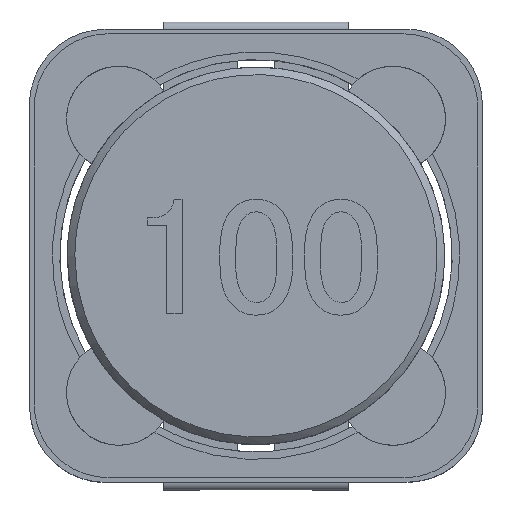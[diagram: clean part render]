
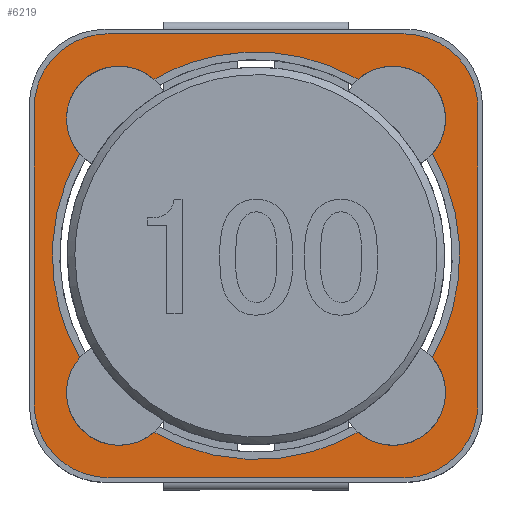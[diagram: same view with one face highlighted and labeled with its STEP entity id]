
A CAD part, top view. The second image highlights one B-rep face of the part: STEP entity #6219.
In plain terms, the highlighted free-form (B-spline) face has degree [1, 1] with [2, 2] control points.
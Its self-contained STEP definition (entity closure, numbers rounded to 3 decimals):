
#5447=CARTESIAN_POINT('',(3.92,5.88,-0.2));
#5448=VERTEX_POINT('',#5447);
#5449=CARTESIAN_POINT('',(5.88,3.92,-0.2));
#5450=VERTEX_POINT('',#5449);
#5451=CARTESIAN_POINT('',(3.92,5.88,-0.2));
#5452=CARTESIAN_POINT('',(5.88,5.88,-0.2));
#5453=CARTESIAN_POINT('',(5.88,3.92,-0.2));
#5454=(BOUNDED_CURVE()B_SPLINE_CURVE(2,(#5451,#5452,#5453),.CIRCULAR_ARC.,.F.,.U.)B_SPLINE_CURVE_WITH_KNOTS((3,3),(0.,1.),.UNSPECIFIED.)CURVE()GEOMETRIC_REPRESENTATION_ITEM()RATIONAL_B_SPLINE_CURVE((1.,0.707,1.))REPRESENTATION_ITEM(''));
#5455=EDGE_CURVE('',#5448,#5450,#5454,.T.);
#5476=CARTESIAN_POINT('',(5.88,-3.92,-0.2));
#5477=VERTEX_POINT('',#5476);
#5478=CARTESIAN_POINT('',(5.88,3.92,-0.2));
#5479=CARTESIAN_POINT('',(5.88,-3.92,-0.2));
#5480=B_SPLINE_CURVE_WITH_KNOTS('',1,(#5478,#5479),.POLYLINE_FORM.,.F.,.U.,(2,2),(0.,1.),.UNSPECIFIED.);
#5481=EDGE_CURVE('',#5450,#5477,#5480,.T.);
#5500=CARTESIAN_POINT('',(3.92,-5.88,-0.2));
#5501=VERTEX_POINT('',#5500);
#5502=CARTESIAN_POINT('',(5.88,-3.92,-0.2));
#5503=CARTESIAN_POINT('',(5.88,-5.88,-0.2));
#5504=CARTESIAN_POINT('',(3.92,-5.88,-0.2));
#5505=(BOUNDED_CURVE()B_SPLINE_CURVE(2,(#5502,#5503,#5504),.CIRCULAR_ARC.,.F.,.U.)B_SPLINE_CURVE_WITH_KNOTS((3,3),(0.,1.),.UNSPECIFIED.)CURVE()GEOMETRIC_REPRESENTATION_ITEM()RATIONAL_B_SPLINE_CURVE((1.,0.707,1.))REPRESENTATION_ITEM(''));
#5506=EDGE_CURVE('',#5477,#5501,#5505,.T.);
#5523=CARTESIAN_POINT('',(-3.92,-5.88,-0.2));
#5524=VERTEX_POINT('',#5523);
#5525=CARTESIAN_POINT('',(3.92,-5.88,-0.2));
#5526=CARTESIAN_POINT('',(-3.92,-5.88,-0.2));
#5527=B_SPLINE_CURVE_WITH_KNOTS('',1,(#5525,#5526),.POLYLINE_FORM.,.F.,.U.,(2,2),(0.,1.),.UNSPECIFIED.);
#5528=EDGE_CURVE('',#5501,#5524,#5527,.T.);
#5547=CARTESIAN_POINT('',(-5.88,-3.92,-0.2));
#5548=VERTEX_POINT('',#5547);
#5549=CARTESIAN_POINT('',(-3.92,-5.88,-0.2));
#5550=CARTESIAN_POINT('',(-5.88,-5.88,-0.2));
#5551=CARTESIAN_POINT('',(-5.88,-3.92,-0.2));
#5552=(BOUNDED_CURVE()B_SPLINE_CURVE(2,(#5549,#5550,#5551),.CIRCULAR_ARC.,.F.,.U.)B_SPLINE_CURVE_WITH_KNOTS((3,3),(0.,1.),.UNSPECIFIED.)CURVE()GEOMETRIC_REPRESENTATION_ITEM()RATIONAL_B_SPLINE_CURVE((1.,0.707,1.))REPRESENTATION_ITEM(''));
#5553=EDGE_CURVE('',#5524,#5548,#5552,.T.);
#5570=CARTESIAN_POINT('',(-5.88,3.92,-0.2));
#5571=VERTEX_POINT('',#5570);
#5572=CARTESIAN_POINT('',(-5.88,-3.92,-0.2));
#5573=CARTESIAN_POINT('',(-5.88,3.92,-0.2));
#5574=B_SPLINE_CURVE_WITH_KNOTS('',1,(#5572,#5573),.POLYLINE_FORM.,.F.,.U.,(2,2),(0.,1.),.UNSPECIFIED.);
#5575=EDGE_CURVE('',#5548,#5571,#5574,.T.);
#5594=CARTESIAN_POINT('',(-3.92,5.88,-0.2));
#5595=VERTEX_POINT('',#5594);
#5596=CARTESIAN_POINT('',(-5.88,3.92,-0.2));
#5597=CARTESIAN_POINT('',(-5.88,5.88,-0.2));
#5598=CARTESIAN_POINT('',(-3.92,5.88,-0.2));
#5599=(BOUNDED_CURVE()B_SPLINE_CURVE(2,(#5596,#5597,#5598),.CIRCULAR_ARC.,.F.,.U.)B_SPLINE_CURVE_WITH_KNOTS((3,3),(0.,1.),.UNSPECIFIED.)CURVE()GEOMETRIC_REPRESENTATION_ITEM()RATIONAL_B_SPLINE_CURVE((1.,0.707,1.))REPRESENTATION_ITEM(''));
#5600=EDGE_CURVE('',#5571,#5595,#5599,.T.);
#5617=CARTESIAN_POINT('',(-3.92,5.88,-0.2));
#5618=CARTESIAN_POINT('',(3.92,5.88,-0.2));
#5619=B_SPLINE_CURVE_WITH_KNOTS('',1,(#5617,#5618),.POLYLINE_FORM.,.F.,.U.,(2,2),(0.,1.),.UNSPECIFIED.);
#5620=EDGE_CURVE('',#5595,#5448,#5619,.T.);
#6025=CARTESIAN_POINT('',(2.704,4.674,-0.2));
#6026=VERTEX_POINT('',#6025);
#6027=CARTESIAN_POINT('',(-2.704,4.674,-0.2));
#6028=VERTEX_POINT('',#6027);
#6029=CARTESIAN_POINT('',(2.704,4.674,-0.2));
#6030=CARTESIAN_POINT('',(0.003,6.237,-0.2));
#6031=CARTESIAN_POINT('',(-2.7,4.677,-0.2));
#6032=CARTESIAN_POINT('',(-2.702,4.675,-0.2));
#6033=CARTESIAN_POINT('',(-2.704,4.674,-0.2));
#6034=(BOUNDED_CURVE()B_SPLINE_CURVE(2,(#6029,#6030,#6031,#6032,#6033),.CIRCULAR_ARC.,.F.,.U.)B_SPLINE_CURVE_WITH_KNOTS((3,2,3),(0.167,0.333,0.334),.UNSPECIFIED.)CURVE()GEOMETRIC_REPRESENTATION_ITEM()RATIONAL_B_SPLINE_CURVE((0.75,0.75,1.,1.,0.999))REPRESENTATION_ITEM(''));
#6035=EDGE_CURVE('',#6026,#6028,#6034,.T.);
#6066=CARTESIAN_POINT('',(-4.674,2.704,-0.2));
#6067=VERTEX_POINT('',#6066);
#6068=CARTESIAN_POINT('',(-4.674,-2.704,-0.2));
#6069=VERTEX_POINT('',#6068);
#6070=CARTESIAN_POINT('',(-4.674,2.704,-0.2));
#6071=CARTESIAN_POINT('',(-6.239,0.,-0.2));
#6072=CARTESIAN_POINT('',(-4.674,-2.704,-0.2));
#6073=(BOUNDED_CURVE()B_SPLINE_CURVE(2,(#6070,#6071,#6072),.CIRCULAR_ARC.,.F.,.U.)B_SPLINE_CURVE_WITH_KNOTS((3,3),(0.423,0.577),.UNSPECIFIED.)CURVE()GEOMETRIC_REPRESENTATION_ITEM()RATIONAL_B_SPLINE_CURVE((0.804,0.696,0.804))REPRESENTATION_ITEM(''));
#6074=EDGE_CURVE('',#6067,#6069,#6073,.T.);
#6105=CARTESIAN_POINT('',(-2.704,-4.674,-0.2));
#6106=VERTEX_POINT('',#6105);
#6107=CARTESIAN_POINT('',(2.704,-4.674,-0.2));
#6108=VERTEX_POINT('',#6107);
#6109=CARTESIAN_POINT('',(-2.704,-4.674,-0.2));
#6110=CARTESIAN_POINT('',(-2.702,-4.675,-0.2));
#6111=CARTESIAN_POINT('',(-2.7,-4.677,-0.2));
#6112=CARTESIAN_POINT('',(0.003,-6.237,-0.2));
#6113=CARTESIAN_POINT('',(2.704,-4.674,-0.2));
#6114=(BOUNDED_CURVE()B_SPLINE_CURVE(2,(#6109,#6110,#6111,#6112,#6113),.CIRCULAR_ARC.,.F.,.U.)B_SPLINE_CURVE_WITH_KNOTS((3,2,3),(0.666,0.667,0.833),.UNSPECIFIED.)CURVE()GEOMETRIC_REPRESENTATION_ITEM()RATIONAL_B_SPLINE_CURVE((0.999,1.,1.,0.75,0.75))REPRESENTATION_ITEM(''));
#6115=EDGE_CURVE('',#6106,#6108,#6114,.T.);
#6142=CARTESIAN_POINT('',(4.674,-2.704,-0.2));
#6143=VERTEX_POINT('',#6142);
#6149=CARTESIAN_POINT('',(4.674,2.704,-0.2));
#6150=VERTEX_POINT('',#6149);
#6151=CARTESIAN_POINT('',(4.674,2.704,-0.2));
#6152=CARTESIAN_POINT('',(6.239,0.,-0.2));
#6153=CARTESIAN_POINT('',(4.674,-2.704,-0.2));
#6154=(BOUNDED_CURVE()B_SPLINE_CURVE(2,(#6151,#6152,#6153),.CIRCULAR_ARC.,.F.,.U.)B_SPLINE_CURVE_WITH_KNOTS((3,3),(0.,1.),.UNSPECIFIED.)CURVE()GEOMETRIC_REPRESENTATION_ITEM()RATIONAL_B_SPLINE_CURVE((1.,0.866,1.))REPRESENTATION_ITEM(''));
#6155=EDGE_CURVE('',#6150,#6143,#6154,.T.);
#6166=CARTESIAN_POINT('',(-6.6,-6.6,-0.2));
#6167=CARTESIAN_POINT('',(-6.6,6.6,-0.2));
#6168=CARTESIAN_POINT('',(6.6,-6.6,-0.2));
#6169=CARTESIAN_POINT('',(6.6,6.6,-0.2));
#6170=B_SPLINE_SURFACE_WITH_KNOTS('',1,1,((#6166,#6167),(#6168,#6169)),.PLANE_SURF.,.F.,.F.,.U.,(2,2),(2,2),(0.,1.),(0.,1.),.UNSPECIFIED.);
#6171=ORIENTED_EDGE('',*,*,#5575,.F.);
#6172=ORIENTED_EDGE('',*,*,#5553,.F.);
#6173=ORIENTED_EDGE('',*,*,#5528,.F.);
#6174=ORIENTED_EDGE('',*,*,#5506,.F.);
#6175=ORIENTED_EDGE('',*,*,#5481,.F.);
#6176=ORIENTED_EDGE('',*,*,#5455,.F.);
#6177=ORIENTED_EDGE('',*,*,#5620,.F.);
#6178=ORIENTED_EDGE('',*,*,#5600,.F.);
#6179=EDGE_LOOP('',(#6171,#6172,#6173,#6174,#6175,#6176,#6177,#6178));
#6180=FACE_OUTER_BOUND('',#6179,.T.);
#6181=ORIENTED_EDGE('',*,*,#6155,.T.);
#6182=CARTESIAN_POINT('',(4.674,-2.704,-0.2));
#6183=CARTESIAN_POINT('',(5.54,-3.687,-0.2));
#6184=CARTESIAN_POINT('',(4.614,-4.614,-0.2));
#6185=CARTESIAN_POINT('',(3.687,-5.54,-0.2));
#6186=CARTESIAN_POINT('',(2.704,-4.674,-0.2));
#6187=(BOUNDED_CURVE()B_SPLINE_CURVE(2,(#6182,#6183,#6184,#6185,#6186),.CIRCULAR_ARC.,.F.,.U.)B_SPLINE_CURVE_WITH_KNOTS((3,2,3),(0.,0.5,1.),.UNSPECIFIED.)CURVE()GEOMETRIC_REPRESENTATION_ITEM()RATIONAL_B_SPLINE_CURVE((1.,0.729,1.,0.729,1.))REPRESENTATION_ITEM(''));
#6188=EDGE_CURVE('',#6143,#6108,#6187,.T.);
#6189=ORIENTED_EDGE('',*,*,#6188,.T.);
#6190=ORIENTED_EDGE('',*,*,#6115,.F.);
#6191=CARTESIAN_POINT('',(-4.674,-2.704,-0.2));
#6192=CARTESIAN_POINT('',(-5.801,-3.983,-0.2));
#6193=CARTESIAN_POINT('',(-4.325,-4.836,-0.2));
#6194=CARTESIAN_POINT('',(-3.457,-5.337,-0.2));
#6195=CARTESIAN_POINT('',(-2.704,-4.674,-0.2));
#6196=(BOUNDED_CURVE()B_SPLINE_CURVE(2,(#6191,#6192,#6193,#6194,#6195),.CIRCULAR_ARC.,.F.,.U.)B_SPLINE_CURVE_WITH_KNOTS((3,2,3),(0.391,0.667,0.862),.UNSPECIFIED.)CURVE()GEOMETRIC_REPRESENTATION_ITEM()RATIONAL_B_SPLINE_CURVE((0.857,0.586,1.,0.707,0.757))REPRESENTATION_ITEM(''));
#6197=EDGE_CURVE('',#6069,#6106,#6196,.T.);
#6198=ORIENTED_EDGE('',*,*,#6197,.F.);
#6199=ORIENTED_EDGE('',*,*,#6074,.F.);
#6200=CARTESIAN_POINT('',(-2.704,4.674,-0.2));
#6201=CARTESIAN_POINT('',(-3.457,5.337,-0.2));
#6202=CARTESIAN_POINT('',(-4.325,4.836,-0.2));
#6203=CARTESIAN_POINT('',(-5.801,3.983,-0.2));
#6204=CARTESIAN_POINT('',(-4.674,2.704,-0.2));
#6205=(BOUNDED_CURVE()B_SPLINE_CURVE(2,(#6200,#6201,#6202,#6203,#6204),.CIRCULAR_ARC.,.F.,.U.)B_SPLINE_CURVE_WITH_KNOTS((3,2,3),(0.138,0.333,0.609),.UNSPECIFIED.)CURVE()GEOMETRIC_REPRESENTATION_ITEM()RATIONAL_B_SPLINE_CURVE((0.757,0.707,1.,0.586,0.857))REPRESENTATION_ITEM(''));
#6206=EDGE_CURVE('',#6028,#6067,#6205,.T.);
#6207=ORIENTED_EDGE('',*,*,#6206,.F.);
#6208=ORIENTED_EDGE('',*,*,#6035,.F.);
#6209=CARTESIAN_POINT('',(2.704,4.674,-0.2));
#6210=CARTESIAN_POINT('',(3.687,5.54,-0.2));
#6211=CARTESIAN_POINT('',(4.614,4.614,-0.2));
#6212=CARTESIAN_POINT('',(5.54,3.687,-0.2));
#6213=CARTESIAN_POINT('',(4.674,2.704,-0.2));
#6214=(BOUNDED_CURVE()B_SPLINE_CURVE(2,(#6209,#6210,#6211,#6212,#6213),.CIRCULAR_ARC.,.F.,.U.)B_SPLINE_CURVE_WITH_KNOTS((3,2,3),(0.,0.5,1.),.UNSPECIFIED.)CURVE()GEOMETRIC_REPRESENTATION_ITEM()RATIONAL_B_SPLINE_CURVE((1.,0.729,1.,0.729,1.))REPRESENTATION_ITEM(''));
#6215=EDGE_CURVE('',#6026,#6150,#6214,.T.);
#6216=ORIENTED_EDGE('',*,*,#6215,.T.);
#6217=EDGE_LOOP('',(#6181,#6189,#6190,#6198,#6199,#6207,#6208,#6216));
#6218=FACE_BOUND('',#6217,.T.);
#6219=ADVANCED_FACE('',(#6180,#6218),#6170,.T.);
